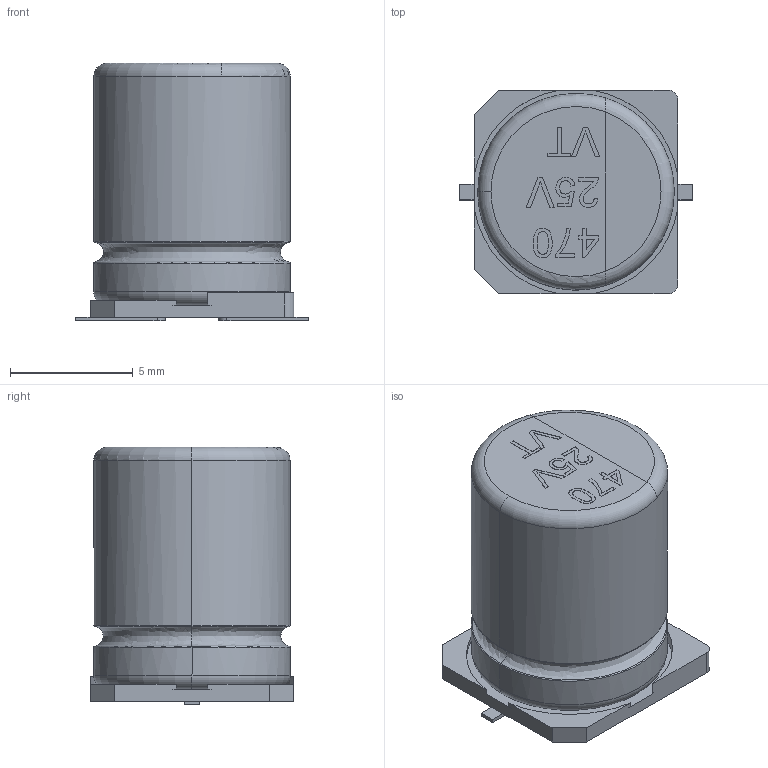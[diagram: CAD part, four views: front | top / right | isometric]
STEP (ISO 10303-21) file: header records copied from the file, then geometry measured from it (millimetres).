
FILE_DESCRIPTION (( 'STEP AP214' ), '1' );
FILE_NAME ('470uF 25V.STEP', '2022-12-15T20:39:27', ( '' ), ( '' ), 'SwSTEP 2.0', 'SolidWorks 2020', '' );
FILE_SCHEMA (( 'AUTOMOTIVE_DESIGN' ));
Length unit declared in the file: millimetre
Products named in the file (1): 470uF 25V
Bounding box: 9.5 x 8.3 x 10.51 mm (x, y, z)
Volume: 525.3 mm3; surface area: 442.3 mm2
Topology: 1 solids, 1 shells, 144 faces, 376 edges, 245 vertices
Faces by surface type: plane 86, bspline 41, cylinder 12, torus 5
Entity records: 6756 total; most frequent: CARTESIAN_POINT 3153, ORIENTED_EDGE 752, DIRECTION 528, EDGE_CURVE 376, LINE 260, VECTOR 260, VERTEX_POINT 245, EDGE_LOOP 155
